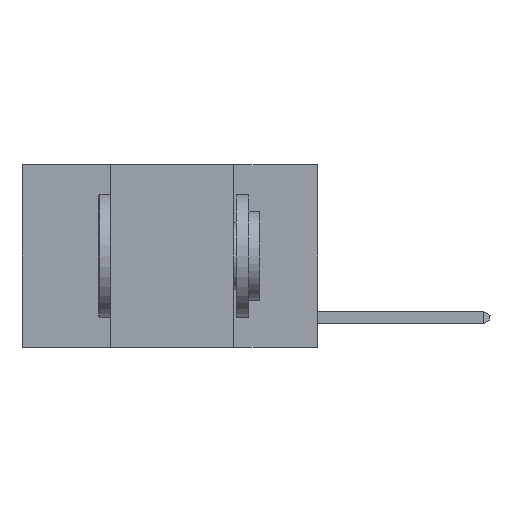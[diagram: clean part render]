
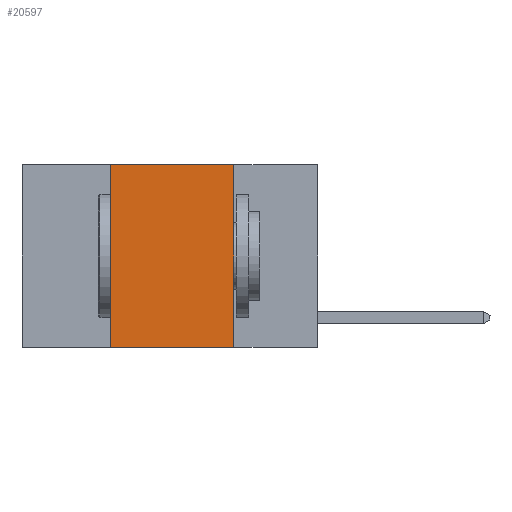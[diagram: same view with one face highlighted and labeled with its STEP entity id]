
A CAD part, left-side view. The second image highlights one B-rep face of the part: STEP entity #20597.
In plain terms, the highlighted planar face has unit normal (-1, 0, 0).
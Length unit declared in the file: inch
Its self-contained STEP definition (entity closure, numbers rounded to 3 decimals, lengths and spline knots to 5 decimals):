
#1585 = DIRECTION ( 'NONE',  ( 0., 0., 1. ) ) ;
#2155 = VERTEX_POINT ( 'NONE', #12445 ) ;
#2320 = CARTESIAN_POINT ( 'NONE',  ( 0., 0.6, -0.37 ) ) ;
#3252 = LINE ( 'NONE', #6231, #28022 ) ;
#3897 = VECTOR ( 'NONE', #27357, 39.37008 ) ;
#4497 = CARTESIAN_POINT ( 'NONE',  ( 0., 0.17, 0. ) ) ;
#4578 = EDGE_CURVE ( 'NONE', #17558, #2155, #7023, .T. ) ;
#4608 = LINE ( 'NONE', #13742, #3897 ) ;
#4646 = VECTOR ( 'NONE', #11322, 39.37008 ) ;
#6231 = CARTESIAN_POINT ( 'NONE',  ( 0., 0.42, 0. ) ) ;
#6407 = ORIENTED_EDGE ( 'NONE', *, *, #11525, .F. ) ;
#6574 = VERTEX_POINT ( 'NONE', #20166 ) ;
#7023 = LINE ( 'NONE', #2320, #17702 ) ;
#8634 = PLANE ( 'NONE',  #20089 ) ;
#8928 = DIRECTION ( 'NONE',  ( 0., 0., -1. ) ) ;
#11322 = DIRECTION ( 'NONE',  ( 0., 0., -1. ) ) ;
#11525 = EDGE_CURVE ( 'NONE', #24103, #6574, #4608, .T. ) ;
#12445 = CARTESIAN_POINT ( 'NONE',  ( 0., 0.17, -0.37 ) ) ;
#12651 = ORIENTED_EDGE ( 'NONE', *, *, #4578, .T. ) ;
#13188 = DIRECTION ( 'NONE',  ( 1., 0., 0. ) ) ;
#13742 = CARTESIAN_POINT ( 'NONE',  ( 0., 0.6, 0. ) ) ;
#14860 = EDGE_CURVE ( 'NONE', #17558, #24103, #3252, .T. ) ;
#16629 = EDGE_LOOP ( 'NONE', ( #19720, #6407, #22339, #12651 ) ) ;
#17558 = VERTEX_POINT ( 'NONE', #18864 ) ;
#17702 = VECTOR ( 'NONE', #27192, 39.37008 ) ;
#18864 = CARTESIAN_POINT ( 'NONE',  ( 0., 0.42, -0.37 ) ) ;
#19720 = ORIENTED_EDGE ( 'NONE', *, *, #23970, .F. ) ;
#20089 = AXIS2_PLACEMENT_3D ( 'NONE', #26698, #13188, #8928 ) ;
#20166 = CARTESIAN_POINT ( 'NONE',  ( 0., 0.17, 0. ) ) ;
#20597 = ADVANCED_FACE ( 'NONE', ( #28540 ), #8634, .F. ) ;
#22339 = ORIENTED_EDGE ( 'NONE', *, *, #14860, .F. ) ;
#23226 = CARTESIAN_POINT ( 'NONE',  ( 0., 0.42, 0. ) ) ;
#23970 = EDGE_CURVE ( 'NONE', #6574, #2155, #29049, .T. ) ;
#24103 = VERTEX_POINT ( 'NONE', #23226 ) ;
#26698 = CARTESIAN_POINT ( 'NONE',  ( 0., 0.6, 0. ) ) ;
#27192 = DIRECTION ( 'NONE',  ( 0., -1., 0. ) ) ;
#27357 = DIRECTION ( 'NONE',  ( 0., -1., 0. ) ) ;
#28022 = VECTOR ( 'NONE', #1585, 39.37008 ) ;
#28540 = FACE_OUTER_BOUND ( 'NONE', #16629, .T. ) ;
#29049 = LINE ( 'NONE', #4497, #4646 ) ;
